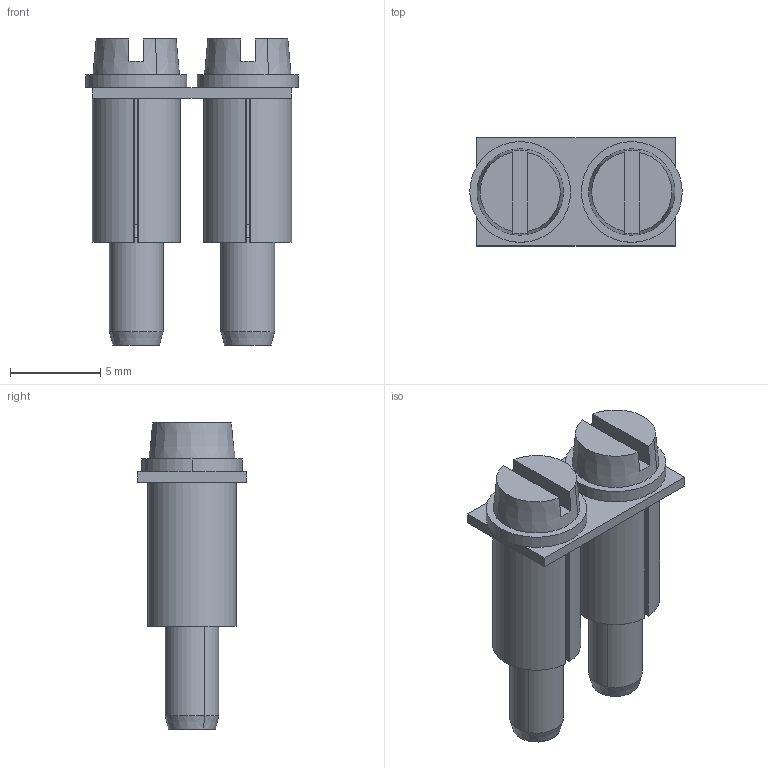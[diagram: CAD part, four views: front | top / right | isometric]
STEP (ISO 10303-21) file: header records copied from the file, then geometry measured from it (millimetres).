
FILE_DESCRIPTION(('CATIA V5 STEP Exchange','CAx-IF Rec.Pracs.--- Model Styling and Organization---1.4--- 2014-01-23'),'2;1');
FILE_NAME ('001810-4_1_0337000000_0337000000.stp','2021-12-06T09:13:14+00:00',('none'),('Weidmueller'),'CATIA Version 5-6 Release 2016 SP3 HF44','CATIA V5 STEP AP214','none');
FILE_SCHEMA(('AUTOMOTIVE_DESIGN { 1 0 10303 214 1 1 1 1 }'));
Length unit declared in the file: millimetre
Products named in the file (1): 0337000000
Bounding box: 11.8 x 6 x 17 mm (x, y, z)
Volume: 459 mm3; surface area: 1117.4 mm2
Topology: 7 solids, 7 shells, 84 faces, 180 edges, 112 vertices
Faces by surface type: plane 40, cylinder 28, cone 12, torus 4
Entity records: 2128 total; most frequent: CARTESIAN_POINT 393, ORIENTED_EDGE 360, DIRECTION 292, EDGE_CURVE 180, AXIS2_PLACEMENT_3D 145, VERTEX_POINT 112, EDGE_LOOP 94, VECTOR 88
